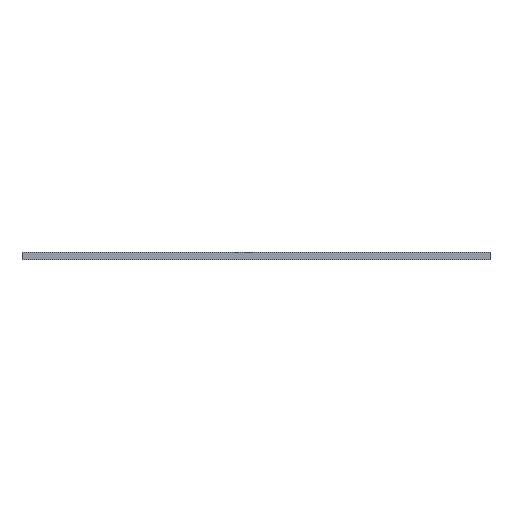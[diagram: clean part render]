
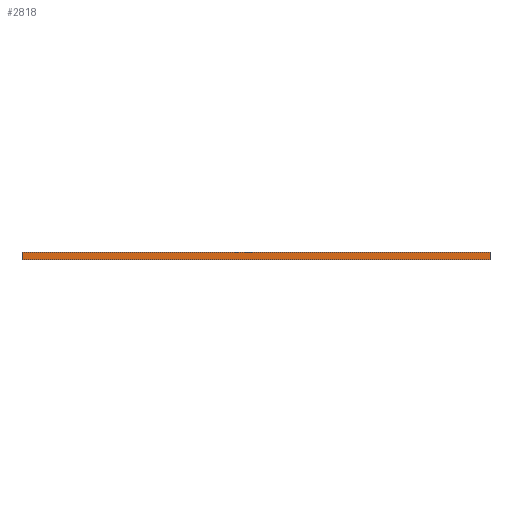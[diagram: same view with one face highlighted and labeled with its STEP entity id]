
A CAD part, front view. The second image highlights one B-rep face of the part: STEP entity #2818.
In plain terms, the highlighted planar face has unit normal (0, -1, 0).
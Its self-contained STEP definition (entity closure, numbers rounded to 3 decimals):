
#112 = VERTEX_POINT('',#113);
#113 = CARTESIAN_POINT('',(189.905,-133.35,1.51));
#119 = EDGE_CURVE('',#120,#112,#122,.T.);
#120 = VERTEX_POINT('',#121);
#121 = CARTESIAN_POINT('',(189.905,-133.35,0.));
#122 = LINE('',#123,#124);
#123 = CARTESIAN_POINT('',(189.905,-133.35,0.));
#124 = VECTOR('',#125,1.);
#125 = DIRECTION('',(0.,0.,1.));
#168 = VERTEX_POINT('',#169);
#169 = CARTESIAN_POINT('',(95.845,-133.35,0.));
#175 = EDGE_CURVE('',#120,#168,#176,.T.);
#176 = LINE('',#177,#178);
#177 = CARTESIAN_POINT('',(189.905,-133.35,0.));
#178 = VECTOR('',#179,1.);
#179 = DIRECTION('',(-1.,0.,0.));
#1500 = VERTEX_POINT('',#1501);
#1501 = CARTESIAN_POINT('',(95.845,-133.35,1.51));
#1507 = EDGE_CURVE('',#112,#1500,#1508,.T.);
#1508 = LINE('',#1509,#1510);
#1509 = CARTESIAN_POINT('',(189.905,-133.35,1.51));
#1510 = VECTOR('',#1511,1.);
#1511 = DIRECTION('',(-1.,0.,0.));
#2818 = ADVANCED_FACE('',(#2819),#2830,.T.);
#2819 = FACE_BOUND('',#2820,.T.);
#2820 = EDGE_LOOP('',(#2821,#2822,#2823,#2829));
#2821 = ORIENTED_EDGE('',*,*,#119,.T.);
#2822 = ORIENTED_EDGE('',*,*,#1507,.T.);
#2823 = ORIENTED_EDGE('',*,*,#2824,.F.);
#2824 = EDGE_CURVE('',#168,#1500,#2825,.T.);
#2825 = LINE('',#2826,#2827);
#2826 = CARTESIAN_POINT('',(95.845,-133.35,0.));
#2827 = VECTOR('',#2828,1.);
#2828 = DIRECTION('',(0.,0.,1.));
#2829 = ORIENTED_EDGE('',*,*,#175,.F.);
#2830 = PLANE('',#2831);
#2831 = AXIS2_PLACEMENT_3D('',#2832,#2833,#2834);
#2832 = CARTESIAN_POINT('',(189.905,-133.35,0.));
#2833 = DIRECTION('',(0.,-1.,0.));
#2834 = DIRECTION('',(-1.,0.,0.));
